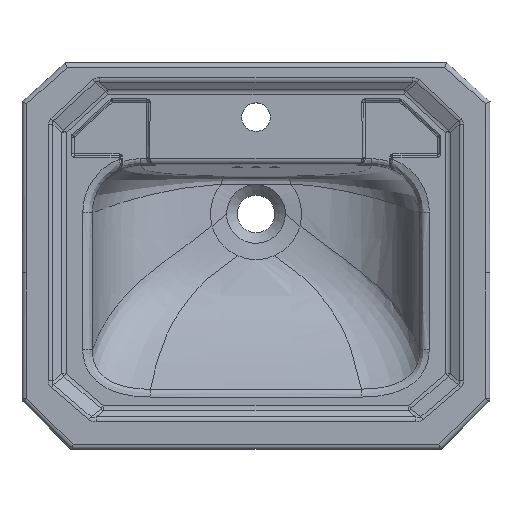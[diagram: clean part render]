
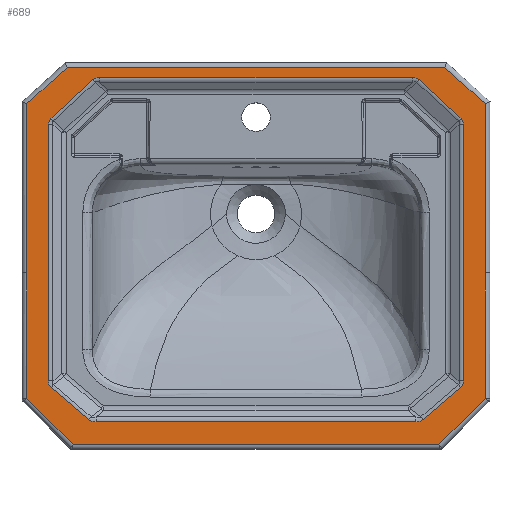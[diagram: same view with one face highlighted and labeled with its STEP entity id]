
A CAD part, top view. The second image highlights one B-rep face of the part: STEP entity #689.
In plain terms, the highlighted planar face has unit normal (0, 0, 1).
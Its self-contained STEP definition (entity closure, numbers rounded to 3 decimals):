
#539=ELLIPSE('',#6096,45.155,20.);
#540=ELLIPSE('',#6097,45.155,20.);
#541=ELLIPSE('',#6098,46.942,20.);
#542=ELLIPSE('',#6099,46.942,20.);
#543=ELLIPSE('',#6100,46.942,20.);
#544=ELLIPSE('',#6101,46.942,20.);
#545=ELLIPSE('',#6102,45.155,20.);
#546=ELLIPSE('',#6103,45.155,20.);
#661=FACE_BOUND('',#1520,.T.);
#662=FACE_BOUND('',#1521,.T.);
#689=ADVANCED_FACE('',(#661,#662),#1075,.T.);
#1075=PLANE('',#6104);
#1520=EDGE_LOOP('',(#2406,#2407,#2408,#2409,#2410,#2411,#2412,#2413,#2414,
#2415));
#1521=EDGE_LOOP('',(#2416,#2417,#2418,#2419,#2420,#2421,#2422,#2423,#2424,
#2425,#2426,#2427,#2428,#2429,#2430,#2431));
#1921=LINE('',#7930,#2160);
#1922=LINE('',#7933,#2161);
#1923=LINE('',#7935,#2162);
#1924=LINE('',#7937,#2163);
#1925=LINE('',#7939,#2164);
#1926=LINE('',#7941,#2165);
#1927=LINE('',#7943,#2166);
#1928=LINE('',#7945,#2167);
#1929=LINE('',#7947,#2168);
#1930=LINE('',#7949,#2169);
#1931=LINE('',#7953,#2170);
#1932=LINE('',#7957,#2171);
#1933=LINE('',#7961,#2172);
#1934=LINE('',#7965,#2173);
#1935=LINE('',#7969,#2174);
#1936=LINE('',#7973,#2175);
#1937=LINE('',#7977,#2176);
#1938=LINE('',#7981,#2177);
#2160=VECTOR('',#6614,1.);
#2161=VECTOR('',#6615,1.);
#2162=VECTOR('',#6616,1.);
#2163=VECTOR('',#6617,1.);
#2164=VECTOR('',#6618,1.);
#2165=VECTOR('',#6619,1.);
#2166=VECTOR('',#6620,1.);
#2167=VECTOR('',#6621,1.);
#2168=VECTOR('',#6622,1.);
#2169=VECTOR('',#6623,1.);
#2170=VECTOR('',#6626,1.);
#2171=VECTOR('',#6629,1.);
#2172=VECTOR('',#6632,1.);
#2173=VECTOR('',#6635,1.);
#2174=VECTOR('',#6638,1.);
#2175=VECTOR('',#6641,1.);
#2176=VECTOR('',#6644,1.);
#2177=VECTOR('',#6647,1.);
#2406=ORIENTED_EDGE('',*,*,#4793,.T.);
#2407=ORIENTED_EDGE('',*,*,#4794,.T.);
#2408=ORIENTED_EDGE('',*,*,#4795,.T.);
#2409=ORIENTED_EDGE('',*,*,#4796,.T.);
#2410=ORIENTED_EDGE('',*,*,#4797,.T.);
#2411=ORIENTED_EDGE('',*,*,#4798,.T.);
#2412=ORIENTED_EDGE('',*,*,#4799,.T.);
#2413=ORIENTED_EDGE('',*,*,#4800,.T.);
#2414=ORIENTED_EDGE('',*,*,#4801,.T.);
#2415=ORIENTED_EDGE('',*,*,#4802,.T.);
#2416=ORIENTED_EDGE('',*,*,#4803,.F.);
#2417=ORIENTED_EDGE('',*,*,#4804,.T.);
#2418=ORIENTED_EDGE('',*,*,#4805,.F.);
#2419=ORIENTED_EDGE('',*,*,#4806,.T.);
#2420=ORIENTED_EDGE('',*,*,#4807,.T.);
#2421=ORIENTED_EDGE('',*,*,#4808,.F.);
#2422=ORIENTED_EDGE('',*,*,#4809,.F.);
#2423=ORIENTED_EDGE('',*,*,#4810,.F.);
#2424=ORIENTED_EDGE('',*,*,#4811,.F.);
#2425=ORIENTED_EDGE('',*,*,#4812,.T.);
#2426=ORIENTED_EDGE('',*,*,#4813,.F.);
#2427=ORIENTED_EDGE('',*,*,#4814,.F.);
#2428=ORIENTED_EDGE('',*,*,#4815,.F.);
#2429=ORIENTED_EDGE('',*,*,#4816,.T.);
#2430=ORIENTED_EDGE('',*,*,#4817,.F.);
#2431=ORIENTED_EDGE('',*,*,#4818,.T.);
#4246=VERTEX_POINT('',#7931);
#4247=VERTEX_POINT('',#7932);
#4248=VERTEX_POINT('',#7934);
#4249=VERTEX_POINT('',#7936);
#4250=VERTEX_POINT('',#7938);
#4251=VERTEX_POINT('',#7940);
#4252=VERTEX_POINT('',#7942);
#4253=VERTEX_POINT('',#7944);
#4254=VERTEX_POINT('',#7946);
#4255=VERTEX_POINT('',#7948);
#4256=VERTEX_POINT('',#7951);
#4257=VERTEX_POINT('',#7952);
#4258=VERTEX_POINT('',#7954);
#4259=VERTEX_POINT('',#7956);
#4260=VERTEX_POINT('',#7958);
#4261=VERTEX_POINT('',#7960);
#4262=VERTEX_POINT('',#7962);
#4263=VERTEX_POINT('',#7964);
#4264=VERTEX_POINT('',#7966);
#4265=VERTEX_POINT('',#7968);
#4266=VERTEX_POINT('',#7970);
#4267=VERTEX_POINT('',#7972);
#4268=VERTEX_POINT('',#7974);
#4269=VERTEX_POINT('',#7976);
#4270=VERTEX_POINT('',#7978);
#4271=VERTEX_POINT('',#7980);
#4793=EDGE_CURVE('',#4246,#4247,#1921,.T.);
#4794=EDGE_CURVE('',#4247,#4248,#1922,.T.);
#4795=EDGE_CURVE('',#4248,#4249,#1923,.T.);
#4796=EDGE_CURVE('',#4249,#4250,#1924,.T.);
#4797=EDGE_CURVE('',#4250,#4251,#1925,.T.);
#4798=EDGE_CURVE('',#4251,#4252,#1926,.T.);
#4799=EDGE_CURVE('',#4252,#4253,#1927,.T.);
#4800=EDGE_CURVE('',#4253,#4254,#1928,.T.);
#4801=EDGE_CURVE('',#4254,#4255,#1929,.T.);
#4802=EDGE_CURVE('',#4255,#4246,#1930,.T.);
#4803=EDGE_CURVE('',#4256,#4257,#539,.T.);
#4804=EDGE_CURVE('',#4256,#4258,#1931,.T.);
#4805=EDGE_CURVE('',#4259,#4258,#540,.T.);
#4806=EDGE_CURVE('',#4259,#4260,#1932,.T.);
#4807=EDGE_CURVE('',#4260,#4261,#541,.T.);
#4808=EDGE_CURVE('',#4262,#4261,#1933,.T.);
#4809=EDGE_CURVE('',#4263,#4262,#542,.T.);
#4810=EDGE_CURVE('',#4264,#4263,#1934,.T.);
#4811=EDGE_CURVE('',#4265,#4264,#543,.T.);
#4812=EDGE_CURVE('',#4265,#4266,#1935,.T.);
#4813=EDGE_CURVE('',#4267,#4266,#544,.T.);
#4814=EDGE_CURVE('',#4268,#4267,#1936,.T.);
#4815=EDGE_CURVE('',#4269,#4268,#545,.T.);
#4816=EDGE_CURVE('',#4269,#4270,#1937,.T.);
#4817=EDGE_CURVE('',#4271,#4270,#546,.T.);
#4818=EDGE_CURVE('',#4271,#4257,#1938,.T.);
#6096=AXIS2_PLACEMENT_3D('',#7950,#6624,#6625);
#6097=AXIS2_PLACEMENT_3D('',#7955,#6627,#6628);
#6098=AXIS2_PLACEMENT_3D('',#7959,#6630,#6631);
#6099=AXIS2_PLACEMENT_3D('',#7963,#6633,#6634);
#6100=AXIS2_PLACEMENT_3D('',#7967,#6636,#6637);
#6101=AXIS2_PLACEMENT_3D('',#7971,#6639,#6640);
#6102=AXIS2_PLACEMENT_3D('',#7975,#6642,#6643);
#6103=AXIS2_PLACEMENT_3D('',#7979,#6645,#6646);
#6104=AXIS2_PLACEMENT_3D('',#7982,#6648,#6649);
#6614=DIRECTION('',(0.,1.,0.));
#6615=DIRECTION('',(-0.742,0.67,0.));
#6616=DIRECTION('',(-1.,0.,0.));
#6617=DIRECTION('',(-0.742,-0.67,0.));
#6618=DIRECTION('',(0.,-1.,0.));
#6619=DIRECTION('',(0.,-1.,0.));
#6620=DIRECTION('',(0.707,-0.707,0.));
#6621=DIRECTION('',(1.,0.,0.));
#6622=DIRECTION('',(0.707,0.707,0.));
#6623=DIRECTION('',(0.,1.,0.));
#6624=DIRECTION('',(0.,0.,1.));
#6625=DIRECTION('',(0.784,0.62,0.));
#6626=DIRECTION('',(-0.76,0.65,0.));
#6627=DIRECTION('',(0.,0.,1.));
#6628=DIRECTION('',(-0.784,-0.62,0.));
#6629=DIRECTION('',(0.,1.,0.));
#6630=DIRECTION('',(0.,0.,-1.));
#6631=DIRECTION('',(0.748,-0.664,0.));
#6632=DIRECTION('',(-0.736,-0.677,0.));
#6633=DIRECTION('',(0.,0.,1.));
#6634=DIRECTION('',(-0.748,0.664,0.));
#6635=DIRECTION('',(-1.,0.,0.));
#6636=DIRECTION('',(0.,0.,1.));
#6637=DIRECTION('',(0.748,0.664,0.));
#6638=DIRECTION('',(0.736,-0.677,0.));
#6639=DIRECTION('',(0.,0.,1.));
#6640=DIRECTION('',(0.748,0.664,0.));
#6641=DIRECTION('',(0.,1.,0.));
#6642=DIRECTION('',(0.,0.,1.));
#6643=DIRECTION('',(-0.784,0.62,0.));
#6644=DIRECTION('',(-0.76,-0.65,0.));
#6645=DIRECTION('',(0.,0.,1.));
#6646=DIRECTION('',(-0.784,0.62,0.));
#6647=DIRECTION('',(-1.,0.,0.));
#6648=DIRECTION('',(0.,0.,1.));
#6649=DIRECTION('',(1.,0.,0.));
#7930=CARTESIAN_POINT('',(281.1,189.026,-909.891));
#7931=CARTESIAN_POINT('',(281.1,-21.122,-909.891));
#7932=CARTESIAN_POINT('',(281.1,186.365,-909.891));
#7933=CARTESIAN_POINT('',(-63.798,497.972,-909.891));
#7934=CARTESIAN_POINT('',(231.668,231.026,-909.891));
#7935=CARTESIAN_POINT('',(-234.404,231.026,-909.891));
#7936=CARTESIAN_POINT('',(-231.668,231.026,-909.891));
#7937=CARTESIAN_POINT('',(-266.55,199.511,-909.891));
#7938=CARTESIAN_POINT('',(-281.1,186.365,-909.891));
#7939=CARTESIAN_POINT('',(-281.1,-20.898,-909.891));
#7940=CARTESIAN_POINT('',(-281.1,-21.122,-909.891));
#7941=CARTESIAN_POINT('',(-281.1,-176.137,-909.891));
#7942=CARTESIAN_POINT('',(-281.1,-175.062,-909.891));
#7943=CARTESIAN_POINT('',(-496.347,40.205,-909.891));
#7944=CARTESIAN_POINT('',(-224.458,-231.709,-909.891));
#7945=CARTESIAN_POINT('',(-300.,-231.709,-909.891));
#7946=CARTESIAN_POINT('',(224.458,-231.709,-909.891));
#7947=CARTESIAN_POINT('',(196.374,-259.795,-909.891));
#7948=CARTESIAN_POINT('',(281.1,-175.062,-909.891));
#7949=CARTESIAN_POINT('',(281.1,236.534,-909.891));
#7950=CARTESIAN_POINT('',(-171.101,-171.605,-909.891));
#7951=CARTESIAN_POINT('',(-205.313,-200.864,-909.891));
#7952=CARTESIAN_POINT('',(-195.942,-203.703,-909.891));
#7953=CARTESIAN_POINT('',(-253.207,-159.903,-909.891));
#7954=CARTESIAN_POINT('',(-251.23,-161.594,-909.891));
#7955=CARTESIAN_POINT('',(-217.018,-132.335,-909.891));
#7956=CARTESIAN_POINT('',(-254.549,-153.579,-909.891));
#7957=CARTESIAN_POINT('',(-254.549,236.534,-909.891));
#7958=CARTESIAN_POINT('',(-254.549,160.632,-909.891));
#7959=CARTESIAN_POINT('',(-217.018,136.775,-909.891));
#7960=CARTESIAN_POINT('',(-251.52,168.551,-909.891));
#7961=CARTESIAN_POINT('',(-198.866,217.046,-909.891));
#7962=CARTESIAN_POINT('',(-200.23,215.79,-909.891));
#7963=CARTESIAN_POINT('',(-165.727,184.013,-909.891));
#7964=CARTESIAN_POINT('',(-191.631,218.58,-909.891));
#7965=CARTESIAN_POINT('',(-300.,218.58,-909.891));
#7966=CARTESIAN_POINT('',(191.631,218.58,-909.891));
#7967=CARTESIAN_POINT('',(165.727,184.013,-909.891));
#7968=CARTESIAN_POINT('',(200.23,215.79,-909.891));
#7969=CARTESIAN_POINT('',(253.185,167.018,-909.891));
#7970=CARTESIAN_POINT('',(251.52,168.551,-909.891));
#7971=CARTESIAN_POINT('',(217.018,136.775,-909.891));
#7972=CARTESIAN_POINT('',(254.549,160.632,-909.891));
#7973=CARTESIAN_POINT('',(254.549,-158.098,-909.891));
#7974=CARTESIAN_POINT('',(254.549,-153.579,-909.891));
#7975=CARTESIAN_POINT('',(217.018,-132.335,-909.891));
#7976=CARTESIAN_POINT('',(251.23,-161.594,-909.891));
#7977=CARTESIAN_POINT('',(203.971,-202.012,-909.891));
#7978=CARTESIAN_POINT('',(205.313,-200.864,-909.891));
#7979=CARTESIAN_POINT('',(171.101,-171.605,-909.891));
#7980=CARTESIAN_POINT('',(195.942,-203.703,-909.891));
#7981=CARTESIAN_POINT('',(-300.,-203.703,-909.891));
#7982=CARTESIAN_POINT('',(-300.,236.534,-909.891));
